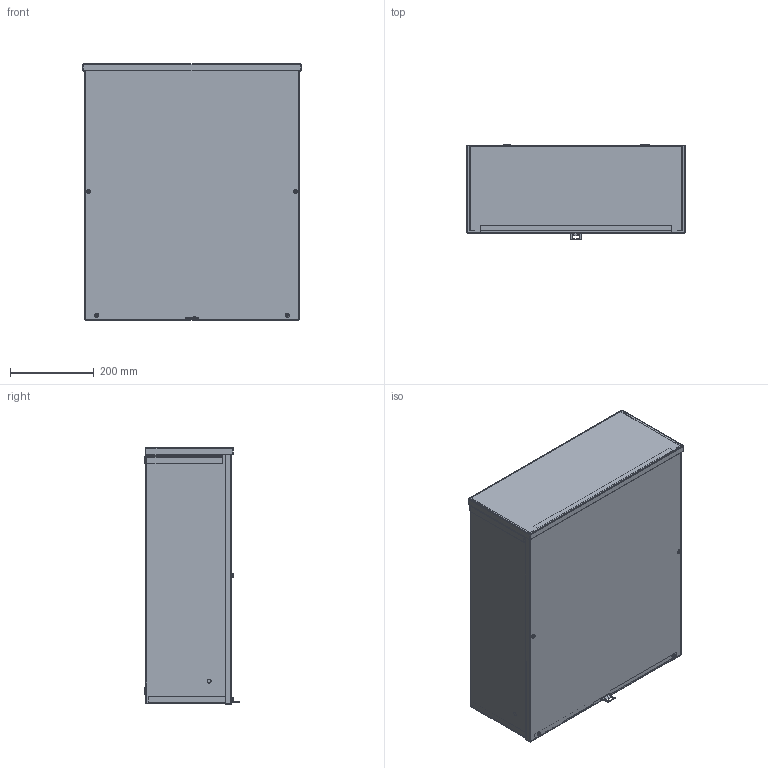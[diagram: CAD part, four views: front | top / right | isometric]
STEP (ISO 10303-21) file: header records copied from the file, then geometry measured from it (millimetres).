
FILE_DESCRIPTION (( 'STEP AP203' ), '1' );
FILE_NAME ('C3R24208SC_Default.step', '2019-11-12T22:53:08', ( '' ), ( '' ), 'SwSTEP 2.0', 'SolidWorks 2019', '' );
FILE_SCHEMA (( 'CONFIG_CONTROL_DESIGN' ));
Length unit declared in the file: inch
Products named in the file (1): C3R24208SC_Default
Bounding box: 520.42 x 228.02 x 612.65 mm (x, y, z)
Volume: 1691812.4 mm3; surface area: 2346231.8 mm2
Topology: 11 solids, 11 shells, 457 faces, 1151 edges, 733 vertices
Faces by surface type: plane 238, cylinder 133, bspline 56, cone 30
Entity records: 16686 total; most frequent: CARTESIAN_POINT 5800, ORIENTED_EDGE 2298, DIRECTION 2197, EDGE_CURVE 1149, AXIS2_PLACEMENT_3D 778, VERTEX_POINT 733, LINE 641, VECTOR 641
